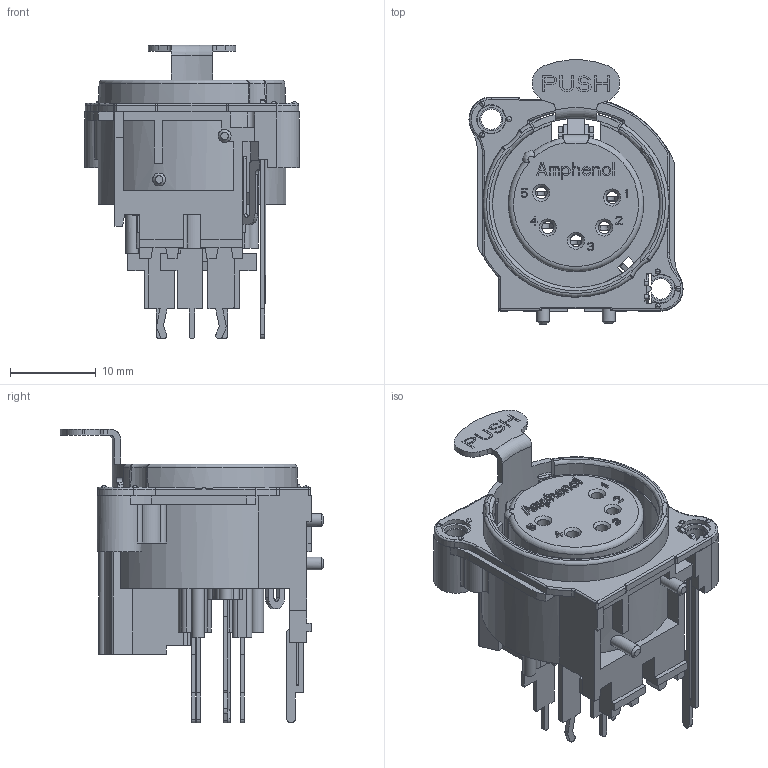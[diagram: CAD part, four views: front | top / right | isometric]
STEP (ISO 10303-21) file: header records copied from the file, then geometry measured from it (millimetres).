
FILE_DESCRIPTION(/* description */ (''),/* implementation_level */ '2;1');
FILE_NAME(/* name */ 'AC5FBV-AU-PRE.stp',/* time_stamp */ '2024-12-17T18:27:36+11:00',/* author */ ('minh'),/* organization */ (''),/* preprocessor_version */ 'ST-DEVELOPER v19.2',/* originating_system */ 'Autodesk Inventor 2023',/* authorisation */ '');
FILE_SCHEMA (('AUTOMOTIVE_DESIGN { 1 0 10303 214 3 1 1 }'));
Length unit declared in the file: inch
Products named in the file (1): AC5FBV-AU-PRE
Bounding box: 25 x 30.82 x 34.3 mm (x, y, z)
Volume: 4963 mm3; surface area: 7837.8 mm2
Topology: 1 solids, 4 shells, 1468 faces, 4248 edges, 2771 vertices
Faces by surface type: plane 1145, cylinder 247, torus 26, bspline 20, sphere 15, cone 15
Full cylindrical faces by diameter (mm): 1.2 x3, 1.4 x5, 1.5 x3, 2.4 x1, 2.7 x1, 3 x1, 3.4 x1, 5.2 x1
Entity records: 50616 total; most frequent: CARTESIAN_POINT 10003, ORIENTED_EDGE 8492, DIRECTION 7762, EDGE_CURVE 4246, LINE 3392, VECTOR 3392, VERTEX_POINT 2771, AXIS2_PLACEMENT_3D 2185
